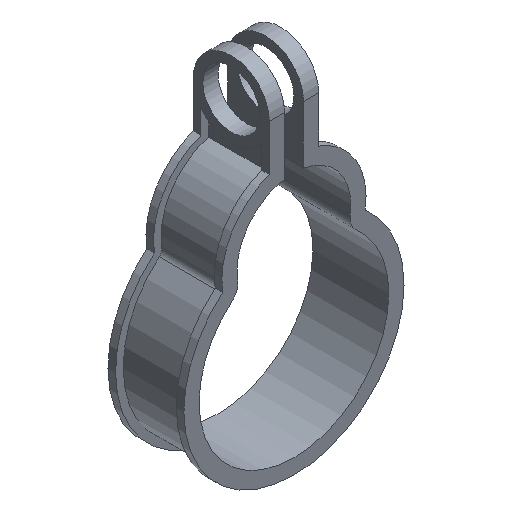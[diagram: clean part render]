
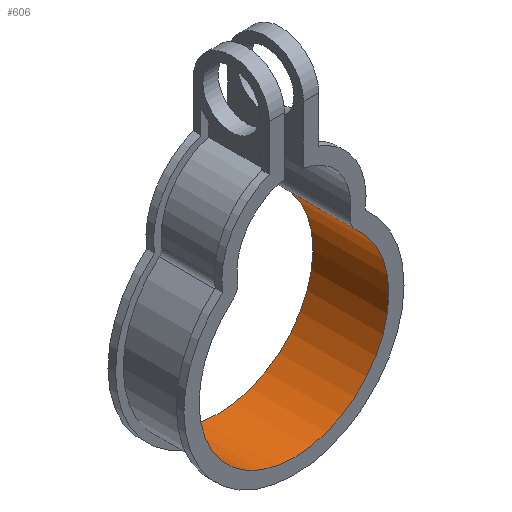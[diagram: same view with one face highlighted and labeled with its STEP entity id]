
A CAD part, isometric view. The second image highlights one B-rep face of the part: STEP entity #606.
In plain terms, the highlighted cylindrical face has radius 25 mm (diameter 50 mm), a partial arc.
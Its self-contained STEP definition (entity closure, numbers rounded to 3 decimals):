
#54=LINE('',#1057,#98);
#56=LINE('',#1063,#100);
#98=VECTOR('',#869,20.);
#100=VECTOR('',#879,20.);
#146=FACE_OUTER_BOUND('',#184,.T.);
#184=EDGE_LOOP('',(#540,#541,#542,#543));
#219=CIRCLE('',#658,25.);
#230=CIRCLE('',#677,25.);
#278=VERTEX_POINT('',#1004);
#279=VERTEX_POINT('',#1006);
#290=VERTEX_POINT('',#1047);
#291=VERTEX_POINT('',#1049);
#349=EDGE_CURVE('',#279,#278,#219,.T.);
#372=EDGE_CURVE('',#290,#291,#230,.T.);
#376=EDGE_CURVE('',#278,#291,#54,.T.);
#378=EDGE_CURVE('',#279,#290,#56,.T.);
#540=ORIENTED_EDGE('',*,*,#376,.T.);
#541=ORIENTED_EDGE('',*,*,#372,.F.);
#542=ORIENTED_EDGE('',*,*,#378,.F.);
#543=ORIENTED_EDGE('',*,*,#349,.T.);
#574=CYLINDRICAL_SURFACE('',#685,25.);
#606=ADVANCED_FACE('',(#146),#574,.F.);
#658=AXIS2_PLACEMENT_3D('',#1007,#807,#808);
#677=AXIS2_PLACEMENT_3D('',#1050,#857,#858);
#685=AXIS2_PLACEMENT_3D('',#1062,#877,#878);
#807=DIRECTION('center_axis',(0.,-1.,0.));
#808=DIRECTION('ref_axis',(-0.647,0.,-0.762));
#857=DIRECTION('center_axis',(0.,-1.,0.));
#858=DIRECTION('ref_axis',(-0.647,0.,-0.762));
#869=DIRECTION('',(0.,1.,0.));
#877=DIRECTION('center_axis',(0.,-1.,0.));
#878=DIRECTION('ref_axis',(-0.647,0.,-0.762));
#879=DIRECTION('',(0.,1.,0.));
#1004=CARTESIAN_POINT('',(16.187,-10.,19.052));
#1006=CARTESIAN_POINT('',(-16.187,-10.,19.052));
#1007=CARTESIAN_POINT('Origin',(0.,-10.,0.));
#1047=CARTESIAN_POINT('',(-16.187,10.,19.052));
#1049=CARTESIAN_POINT('',(16.187,10.,19.052));
#1050=CARTESIAN_POINT('Origin',(0.,10.,0.));
#1057=CARTESIAN_POINT('',(16.187,-10.,19.052));
#1062=CARTESIAN_POINT('Origin',(0.,5.,0.));
#1063=CARTESIAN_POINT('',(-16.187,-10.,19.052));
